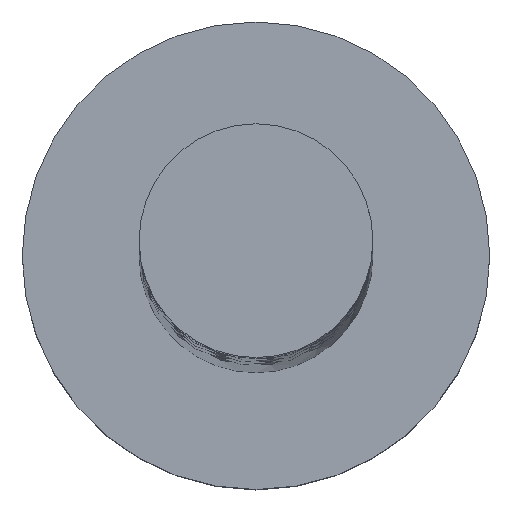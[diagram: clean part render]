
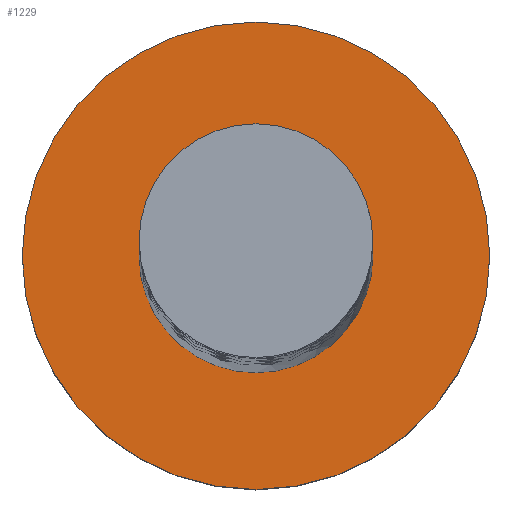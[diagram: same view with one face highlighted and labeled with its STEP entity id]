
A CAD part, top view. The second image highlights one B-rep face of the part: STEP entity #1229.
In plain terms, the highlighted planar face has unit normal (0, 0, 1).
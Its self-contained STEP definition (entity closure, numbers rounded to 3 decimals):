
#11 = CIRCLE ( 'NONE', #271, 3. ) ;
#33 = CIRCLE ( 'NONE', #1204, 1.5 ) ;
#49 = EDGE_CURVE ( 'NONE', #261, #1350, #33, .T. ) ;
#131 = CARTESIAN_POINT ( 'NONE',  ( 0., 0., 3. ) ) ;
#159 = EDGE_CURVE ( 'NONE', #1350, #261, #864, .T. ) ;
#163 = CARTESIAN_POINT ( 'NONE',  ( 0., 0., 3. ) ) ;
#172 = DIRECTION ( 'NONE',  ( 1., 0., 0. ) ) ;
#192 = ORIENTED_EDGE ( 'NONE', *, *, #159, .F. ) ;
#261 = VERTEX_POINT ( 'NONE', #354 ) ;
#271 = AXIS2_PLACEMENT_3D ( 'NONE', #459, #948, #825 ) ;
#303 = PLANE ( 'NONE',  #545 ) ;
#353 = DIRECTION ( 'NONE',  ( 1., 0., 0. ) ) ;
#354 = CARTESIAN_POINT ( 'NONE',  ( 1.5, 0., 3. ) ) ;
#433 = FACE_OUTER_BOUND ( 'NONE', #1220, .T. ) ;
#459 = CARTESIAN_POINT ( 'NONE',  ( 0., 0., 3. ) ) ;
#502 = CARTESIAN_POINT ( 'NONE',  ( 0., 0., 3. ) ) ;
#520 = DIRECTION ( 'NONE',  ( 0., 0., 1. ) ) ;
#523 = ORIENTED_EDGE ( 'NONE', *, *, #1378, .T. ) ;
#529 = DIRECTION ( 'NONE',  ( 1., 0., 0. ) ) ;
#545 = AXIS2_PLACEMENT_3D ( 'NONE', #807, #1279, #172 ) ;
#643 = DIRECTION ( 'NONE',  ( 0., 0., 1. ) ) ;
#693 = AXIS2_PLACEMENT_3D ( 'NONE', #163, #520, #529 ) ;
#738 = EDGE_LOOP ( 'NONE', ( #192, #845 ) ) ;
#773 = CIRCLE ( 'NONE', #990, 3. ) ;
#807 = CARTESIAN_POINT ( 'NONE',  ( 0., 0., 3. ) ) ;
#825 = DIRECTION ( 'NONE',  ( 1., 0., 0. ) ) ;
#845 = ORIENTED_EDGE ( 'NONE', *, *, #49, .F. ) ;
#855 = CARTESIAN_POINT ( 'NONE',  ( -1.5, 0., 3. ) ) ;
#864 = CIRCLE ( 'NONE', #693, 1.5 ) ;
#896 = VERTEX_POINT ( 'NONE', #977 ) ;
#916 = ORIENTED_EDGE ( 'NONE', *, *, #958, .T. ) ;
#948 = DIRECTION ( 'NONE',  ( 0., 0., 1. ) ) ;
#958 = EDGE_CURVE ( 'NONE', #1307, #896, #773, .T. ) ;
#977 = CARTESIAN_POINT ( 'NONE',  ( 3., 0., 3. ) ) ;
#990 = AXIS2_PLACEMENT_3D ( 'NONE', #131, #643, #353 ) ;
#1012 = FACE_BOUND ( 'NONE', #738, .T. ) ;
#1162 = CARTESIAN_POINT ( 'NONE',  ( -3., 0., 3. ) ) ;
#1204 = AXIS2_PLACEMENT_3D ( 'NONE', #502, #1458, #1335 ) ;
#1220 = EDGE_LOOP ( 'NONE', ( #916, #523 ) ) ;
#1229 = ADVANCED_FACE ( 'NONE', ( #1012, #433 ), #303, .T. ) ;
#1279 = DIRECTION ( 'NONE',  ( 0., 0., 1. ) ) ;
#1307 = VERTEX_POINT ( 'NONE', #1162 ) ;
#1335 = DIRECTION ( 'NONE',  ( 1., 0., 0. ) ) ;
#1350 = VERTEX_POINT ( 'NONE', #855 ) ;
#1378 = EDGE_CURVE ( 'NONE', #896, #1307, #11, .T. ) ;
#1458 = DIRECTION ( 'NONE',  ( 0., 0., 1. ) ) ;
